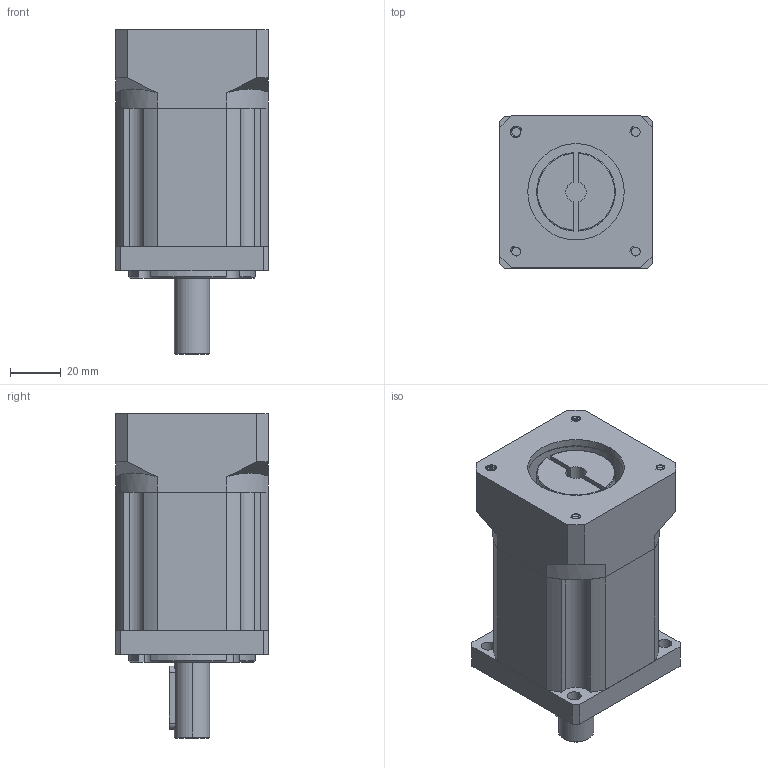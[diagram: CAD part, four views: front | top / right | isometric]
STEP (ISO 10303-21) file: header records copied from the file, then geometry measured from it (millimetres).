
FILE_DESCRIPTION (( 'STEP AP214' ), '1' );
FILE_NAME ('57PT媼撰熬厒.STEP', '2023-08-06T17:18:56', ( '' ), ( '' ), 'SwSTEP 2.0', 'SolidWorks 2021', '' );
FILE_SCHEMA (( 'AUTOMOTIVE_DESIGN' ));
Length unit declared in the file: millimetre
Products named in the file (4): 57PT媼撰儂旯; 57PT奻傷裔; 57PT媼撰熬厒; 57PT菁釱
Assembly tree (3 placements, depth 2):
  57PT媼撰熬厒
    57PT菁釱
    57PT媼撰儂旯
    57PT奻傷裔
Bounding box: 60 x 60 x 128 mm (x, y, z)
Volume: 301692.7 mm3; surface area: 50320.8 mm2
Topology: 3 solids, 3 shells, 234 faces, 617 edges, 399 vertices
Faces by surface type: cylinder 138, plane 67, bspline 15, cone 11, torus 3
Entity records: 12694 total; most frequent: CARTESIAN_POINT 7009, ORIENTED_EDGE 1234, DIRECTION 1044, EDGE_CURVE 617, VERTEX_POINT 399, AXIS2_PLACEMENT_3D 376, LINE 292, VECTOR 292
